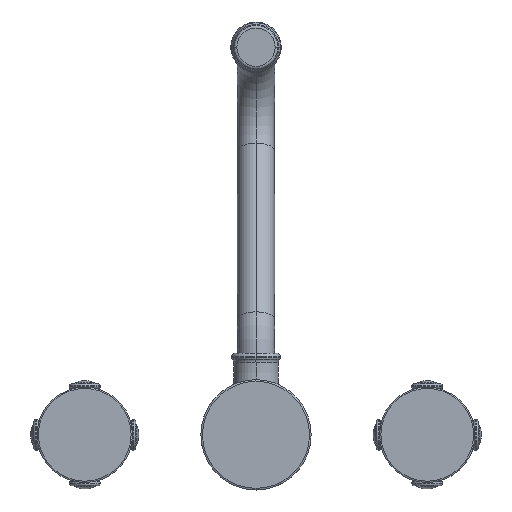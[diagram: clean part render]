
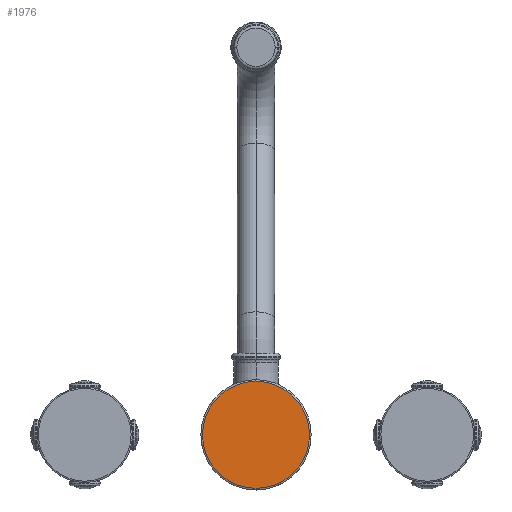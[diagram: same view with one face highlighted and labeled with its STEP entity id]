
A CAD part, front view. The second image highlights one B-rep face of the part: STEP entity #1976.
In plain terms, the highlighted planar face has unit normal (0, -1, 0).
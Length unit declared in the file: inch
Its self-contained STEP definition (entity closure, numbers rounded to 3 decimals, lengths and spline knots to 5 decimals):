
#763=CARTESIAN_POINT('',(0.,0.,0.));
#764=DIRECTION('',(0.,1.,0.));
#765=DIRECTION('',(0.,0.,-1.));
#766=AXIS2_PLACEMENT_3D('',#763,#764,#765);
#771=CARTESIAN_POINT('',(0.,0.,0.));
#772=DIRECTION('',(0.,1.,0.));
#773=DIRECTION('',(0.,0.,1.));
#774=AXIS2_PLACEMENT_3D('',#771,#772,#773);
#799=CARTESIAN_POINT('',(0.,0.,-1.24922));
#800=CARTESIAN_POINT('',(0.,0.,1.24922));
#801=VERTEX_POINT('',#799);
#802=VERTEX_POINT('',#800);
#1967=CARTESIAN_POINT('',(0.,0.,0.));
#1968=DIRECTION('',(0.,-1.,0.));
#1969=DIRECTION('',(0.,0.,1.));
#1970=AXIS2_PLACEMENT_3D('',#1967,#1968,#1969);
#1971=PLANE('',#1970);
#1972=ORIENTED_EDGE('',*,*,#1923,.T.);
#1973=ORIENTED_EDGE('',*,*,#1949,.T.);
#1974=EDGE_LOOP('',(#1972,#1973));
#1975=FACE_OUTER_BOUND('',#1974,.F.);
#767=CIRCLE('',#766,1.24922);
#775=CIRCLE('',#774,1.24922);
#1923=EDGE_CURVE('',#801,#802,#767,.T.);
#1949=EDGE_CURVE('',#802,#801,#775,.T.);
#1976=ADVANCED_FACE('',(#1975),#1971,.T.);
